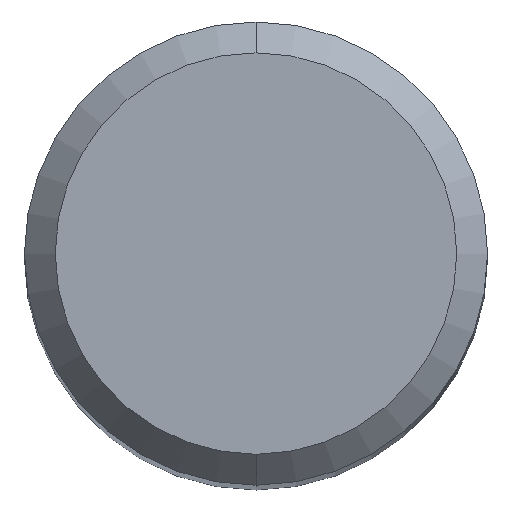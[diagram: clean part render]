
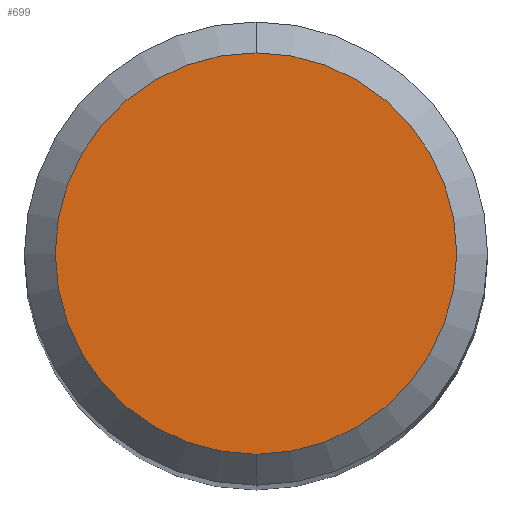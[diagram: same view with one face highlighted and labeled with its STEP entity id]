
A CAD part, top view. The second image highlights one B-rep face of the part: STEP entity #699.
In plain terms, the highlighted planar face has unit normal (0, 0, 1).
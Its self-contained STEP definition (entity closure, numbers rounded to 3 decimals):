
#409=EDGE_CURVE('',#907,#635,#1073,.T.);
#635=VERTEX_POINT('',#1319);
#699=ADVANCED_FACE('',(#1387),#1388,.T.);
#807=EDGE_CURVE('',#635,#907,#1506,.T.);
#907=VERTEX_POINT('',#1616);
#1073=CIRCLE('',#3411,2.6);
#1319=CARTESIAN_POINT('',(0.0,2.6,0.0));
#1387=FACE_OUTER_BOUND('',#7019,.T.);
#1388=PLANE('',#7020);
#1506=CIRCLE('',#8701,2.6);
#1616=CARTESIAN_POINT('',(0.,-2.6,0.0));
#3411=AXIS2_PLACEMENT_3D('',#9858,#9859,#9860);
#7019=EDGE_LOOP('',(#10142,#10143));
#7020=AXIS2_PLACEMENT_3D('',#10144,#10145,#10146);
#8701=AXIS2_PLACEMENT_3D('',#10297,#10298,#10299);
#9858=CARTESIAN_POINT('',(0.0,0.0,0.0));
#9859=DIRECTION('',(0.0,0.0,-1.0));
#9860=DIRECTION('',(0.0,1.0,0.0));
#10142=ORIENTED_EDGE('',*,*,#807,.F.);
#10143=ORIENTED_EDGE('',*,*,#409,.F.);
#10144=CARTESIAN_POINT('',(0.0,1.3,0.0));
#10145=DIRECTION('',(-0.0,0.0,1.0));
#10146=DIRECTION('',(0.0,-1.0,0.0));
#10297=CARTESIAN_POINT('',(0.0,0.0,0.0));
#10298=DIRECTION('',(0.0,0.0,-1.0));
#10299=DIRECTION('',(0.0,1.0,0.0));
